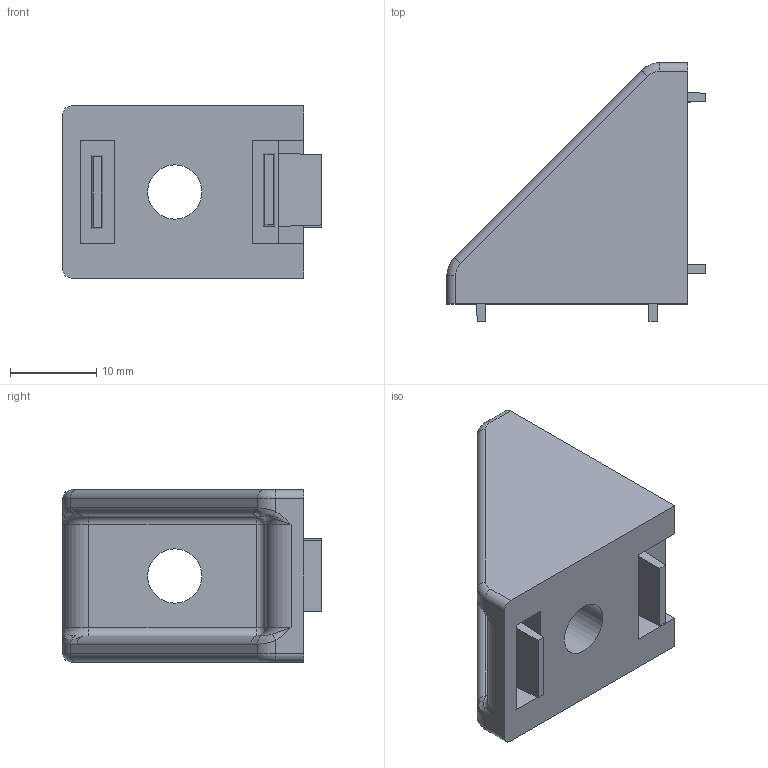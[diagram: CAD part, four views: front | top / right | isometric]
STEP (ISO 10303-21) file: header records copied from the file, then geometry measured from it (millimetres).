
FILE_DESCRIPTION((''),'2;1');
FILE_NAME('Syskomp 482501587 Winkel 20x28.stp','2013-10-17T14:20:15',('mstrom'),(''),'Autodesk Inventor 2012','Autodesk Inventor 2012','');
FILE_SCHEMA(('AUTOMOTIVE_DESIGN { 1 0 10303 214 1 1 1 1 }'));
Length unit declared in the file: millimetre
Products named in the file (1): Syskomp 482501587 Winkel 20x28
Bounding box: 30 x 30 x 20 mm (x, y, z)
Volume: 5522.1 mm3; surface area: 4245.8 mm2
Topology: 1 solids, 1 shells, 91 faces, 219 edges, 132 vertices
Faces by surface type: plane 48, cylinder 21, bspline 12, torus 8, sphere 2
Full cylindrical faces by diameter (mm): 6.3 x2
Entity records: 2908 total; most frequent: CARTESIAN_POINT 839, ORIENTED_EDGE 426, DIRECTION 403, EDGE_CURVE 213, VECTOR 135, LINE 135, AXIS2_PLACEMENT_3D 134, VERTEX_POINT 132
